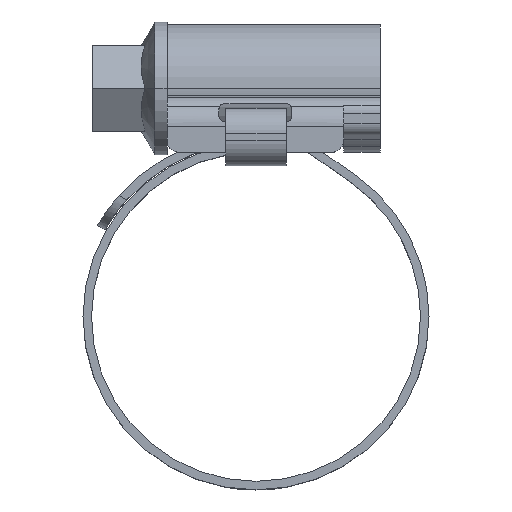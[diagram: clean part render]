
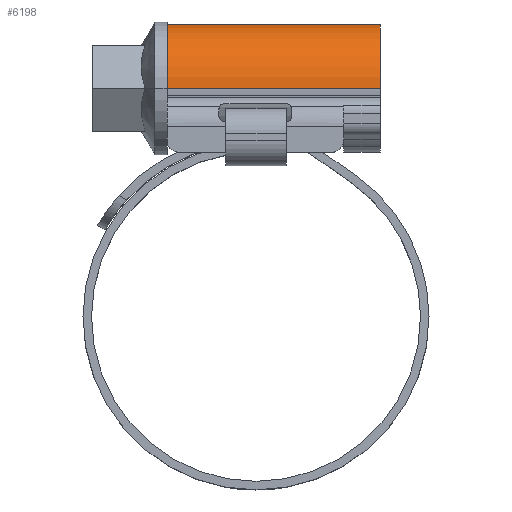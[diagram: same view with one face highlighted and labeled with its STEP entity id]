
A CAD part, top view. The second image highlights one B-rep face of the part: STEP entity #6198.
In plain terms, the highlighted cylindrical face has radius 5.25 mm (diameter 10.5 mm), a partial arc.
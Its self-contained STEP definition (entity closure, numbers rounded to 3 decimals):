
#114 = LINE ( 'NONE', #906, #5963 ) ;
#238 = CIRCLE ( 'NONE', #417, 5.25 ) ;
#417 = AXIS2_PLACEMENT_3D ( 'NONE', #7270, #810, #8986 ) ;
#677 = ORIENTED_EDGE ( 'NONE', *, *, #8864, .F. ) ;
#724 = CARTESIAN_POINT ( 'NONE',  ( 10.2, 18.75, -5.25 ) ) ;
#810 = DIRECTION ( 'NONE',  ( -1., 0., 0. ) ) ;
#906 = CARTESIAN_POINT ( 'NONE',  ( -7.3, 18.75, -5.25 ) ) ;
#1267 = VERTEX_POINT ( 'NONE', #6595 ) ;
#1271 = CARTESIAN_POINT ( 'NONE',  ( -7.3, 18.75, 5.25 ) ) ;
#1554 = CYLINDRICAL_SURFACE ( 'NONE', #4268, 5.25 ) ;
#1825 = EDGE_CURVE ( 'NONE', #1912, #6647, #1974, .T. ) ;
#1912 = VERTEX_POINT ( 'NONE', #724 ) ;
#1974 = CIRCLE ( 'NONE', #2879, 5.25 ) ;
#2002 = DIRECTION ( 'NONE',  ( 0., 0., -1. ) ) ;
#2642 = LINE ( 'NONE', #1271, #3374 ) ;
#2799 = DIRECTION ( 'NONE',  ( 1., 0., 0. ) ) ;
#2879 = AXIS2_PLACEMENT_3D ( 'NONE', #4789, #2799, #2002 ) ;
#2978 = CARTESIAN_POINT ( 'NONE',  ( -7.3, 18.75, 0. ) ) ;
#3072 = DIRECTION ( 'NONE',  ( 0., 0., -1. ) ) ;
#3374 = VECTOR ( 'NONE', #5530, 1000. ) ;
#3792 = DIRECTION ( 'NONE',  ( 1., 0., 0. ) ) ;
#4247 = ORIENTED_EDGE ( 'NONE', *, *, #9269, .F. ) ;
#4268 = AXIS2_PLACEMENT_3D ( 'NONE', #2978, #5768, #3072 ) ;
#4789 = CARTESIAN_POINT ( 'NONE',  ( 10.2, 18.75, 0. ) ) ;
#5502 = EDGE_CURVE ( 'NONE', #8592, #6647, #2642, .T. ) ;
#5530 = DIRECTION ( 'NONE',  ( 1., 0., 0. ) ) ;
#5593 = ORIENTED_EDGE ( 'NONE', *, *, #5502, .T. ) ;
#5768 = DIRECTION ( 'NONE',  ( 1., 0., 0. ) ) ;
#5856 = EDGE_LOOP ( 'NONE', ( #4247, #5593, #7813, #677 ) ) ;
#5963 = VECTOR ( 'NONE', #3792, 1000. ) ;
#6198 = ADVANCED_FACE ( 'NONE', ( #6567 ), #1554, .T. ) ;
#6567 = FACE_OUTER_BOUND ( 'NONE', #5856, .T. ) ;
#6595 = CARTESIAN_POINT ( 'NONE',  ( -7.3, 18.75, -5.25 ) ) ;
#6647 = VERTEX_POINT ( 'NONE', #9340 ) ;
#6784 = CARTESIAN_POINT ( 'NONE',  ( -7.3, 18.75, 5.25 ) ) ;
#7270 = CARTESIAN_POINT ( 'NONE',  ( -7.3, 18.75, 0. ) ) ;
#7813 = ORIENTED_EDGE ( 'NONE', *, *, #1825, .F. ) ;
#8592 = VERTEX_POINT ( 'NONE', #6784 ) ;
#8864 = EDGE_CURVE ( 'NONE', #1267, #1912, #114, .T. ) ;
#8986 = DIRECTION ( 'NONE',  ( 0., 0., 1. ) ) ;
#9269 = EDGE_CURVE ( 'NONE', #8592, #1267, #238, .T. ) ;
#9340 = CARTESIAN_POINT ( 'NONE',  ( 10.2, 18.75, 5.25 ) ) ;
